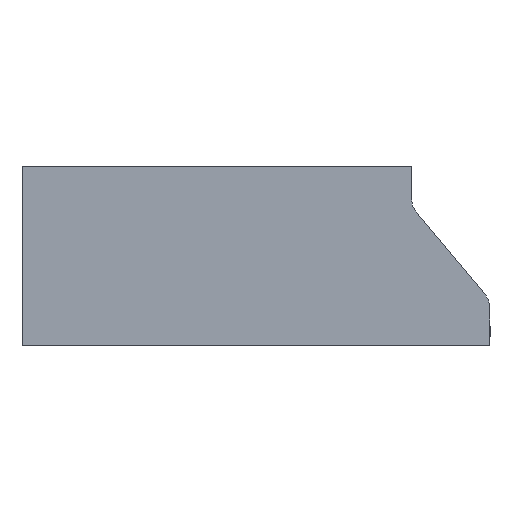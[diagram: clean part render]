
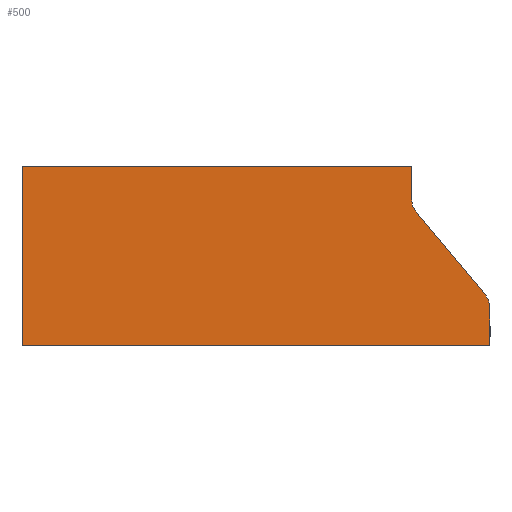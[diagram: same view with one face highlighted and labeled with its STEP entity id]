
A CAD part, front view. The second image highlights one B-rep face of the part: STEP entity #500.
In plain terms, the highlighted planar face has unit normal (0, -1, 0).
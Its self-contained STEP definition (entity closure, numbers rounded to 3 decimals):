
#29 = EDGE_CURVE ( 'NONE', #964, #962, #1038, .T. ) ;
#36 = AXIS2_PLACEMENT_3D ( 'NONE', #590, #614, #615 ) ;
#49 = EDGE_CURVE ( 'NONE', #948, #946, #1067, .T. ) ;
#67 = AXIS2_PLACEMENT_3D ( 'NONE', #528, #642, #641 ) ;
#74 = AXIS2_PLACEMENT_3D ( 'NONE', #686, #676, #660 ) ;
#100 = EDGE_CURVE ( 'NONE', #850, #962, #1097, .T. ) ;
#109 = EDGE_CURVE ( 'NONE', #724, #964, #1113, .T. ) ;
#141 = EDGE_CURVE ( 'NONE', #948, #337, #380, .T. ) ;
#142 = EDGE_CURVE ( 'NONE', #847, #724, #384, .T. ) ;
#144 = EDGE_CURVE ( 'NONE', #946, #847, #388, .T. ) ;
#149 = EDGE_CURVE ( 'NONE', #337, #850, #397, .T. ) ;
#229 = CARTESIAN_POINT ( 'NONE',  ( 754.636, 0., -57.304 ) ) ;
#239 = CARTESIAN_POINT ( 'NONE',  ( 843.047, 0., -163.398 ) ) ;
#242 = CARTESIAN_POINT ( 'NONE',  ( 250., 0., 0. ) ) ;
#255 = CARTESIAN_POINT ( 'NONE',  ( 850., 0., -182.603 ) ) ;
#256 = CARTESIAN_POINT ( 'NONE',  ( 850., 0., -230. ) ) ;
#270 = CARTESIAN_POINT ( 'NONE',  ( 750., 0., 0. ) ) ;
#272 = CARTESIAN_POINT ( 'NONE',  ( 750., 0., -44.501 ) ) ;
#337 = VERTEX_POINT ( 'NONE', #545 ) ;
#380 = LINE ( 'NONE', #619, #385 ) ;
#384 = LINE ( 'NONE', #636, #387 ) ;
#385 = VECTOR ( 'NONE', #635, 1000. ) ;
#387 = VECTOR ( 'NONE', #639, 1000. ) ;
#388 = CIRCLE ( 'NONE', #67, 30. ) ;
#397 = LINE ( 'NONE', #546, #400 ) ;
#400 = VECTOR ( 'NONE', #544, 1000. ) ;
#413 = FACE_OUTER_BOUND ( 'NONE', #989, .T. ) ;
#500 = ADVANCED_FACE ( 'NONE', ( #413 ), #613, .F. ) ;
#528 = CARTESIAN_POINT ( 'NONE',  ( 820., 0., -182.603 ) ) ;
#544 = DIRECTION ( 'NONE',  ( 0., 0., 1. ) ) ;
#545 = CARTESIAN_POINT ( 'NONE',  ( 250., 0., -230. ) ) ;
#546 = CARTESIAN_POINT ( 'NONE',  ( 250., 0., 0. ) ) ;
#590 = CARTESIAN_POINT ( 'NONE',  ( -270., 0., -44.501 ) ) ;
#596 = CARTESIAN_POINT ( 'NONE',  ( -250., 0., 0. ) ) ;
#613 = PLANE ( 'NONE',  #36 ) ;
#614 = DIRECTION ( 'NONE',  ( 0., 1., 0. ) ) ;
#615 = DIRECTION ( 'NONE',  ( 0., 0., 1. ) ) ;
#619 = CARTESIAN_POINT ( 'NONE',  ( -350., 0., -230. ) ) ;
#635 = DIRECTION ( 'NONE',  ( -1., 0., 0. ) ) ;
#636 = CARTESIAN_POINT ( 'NONE',  ( 754.636, 0., -57.304 ) ) ;
#639 = DIRECTION ( 'NONE',  ( -0.64, 0., 0.768 ) ) ;
#641 = DIRECTION ( 'NONE',  ( 0., 0., 1. ) ) ;
#642 = DIRECTION ( 'NONE',  ( 0., -1., 0. ) ) ;
#660 = DIRECTION ( 'NONE',  ( 0., 0., 1. ) ) ;
#674 = DIRECTION ( 'NONE',  ( 1., 0., 0. ) ) ;
#676 = DIRECTION ( 'NONE',  ( 0., 1., 0. ) ) ;
#686 = CARTESIAN_POINT ( 'NONE',  ( 770., 0., -44.501 ) ) ;
#724 = VERTEX_POINT ( 'NONE', #229 ) ;
#847 = VERTEX_POINT ( 'NONE', #239 ) ;
#850 = VERTEX_POINT ( 'NONE', #242 ) ;
#860 = ORIENTED_EDGE ( 'NONE', *, *, #149, .F. ) ;
#861 = ORIENTED_EDGE ( 'NONE', *, *, #144, .T. ) ;
#862 = ORIENTED_EDGE ( 'NONE', *, *, #142, .T. ) ;
#873 = ORIENTED_EDGE ( 'NONE', *, *, #29, .T. ) ;
#875 = ORIENTED_EDGE ( 'NONE', *, *, #109, .T. ) ;
#876 = ORIENTED_EDGE ( 'NONE', *, *, #49, .T. ) ;
#877 = ORIENTED_EDGE ( 'NONE', *, *, #141, .F. ) ;
#933 = ORIENTED_EDGE ( 'NONE', *, *, #100, .F. ) ;
#946 = VERTEX_POINT ( 'NONE', #255 ) ;
#948 = VERTEX_POINT ( 'NONE', #256 ) ;
#962 = VERTEX_POINT ( 'NONE', #270 ) ;
#964 = VERTEX_POINT ( 'NONE', #272 ) ;
#989 = EDGE_LOOP ( 'NONE', ( #933, #860, #877, #876, #861, #862, #875, #873 ) ) ;
#1038 = LINE ( 'NONE', #1130, #1040 ) ;
#1040 = VECTOR ( 'NONE', #1197, 1000. ) ;
#1067 = LINE ( 'NONE', #1176, #1069 ) ;
#1069 = VECTOR ( 'NONE', #1147, 1000. ) ;
#1097 = LINE ( 'NONE', #596, #1100 ) ;
#1100 = VECTOR ( 'NONE', #674, 1000. ) ;
#1113 = CIRCLE ( 'NONE', #74, 20. ) ;
#1130 = CARTESIAN_POINT ( 'NONE',  ( 750., 0., 0. ) ) ;
#1147 = DIRECTION ( 'NONE',  ( 0., 0., 1. ) ) ;
#1176 = CARTESIAN_POINT ( 'NONE',  ( 850., 0., -182.603 ) ) ;
#1197 = DIRECTION ( 'NONE',  ( 0., 0., 1. ) ) ;
